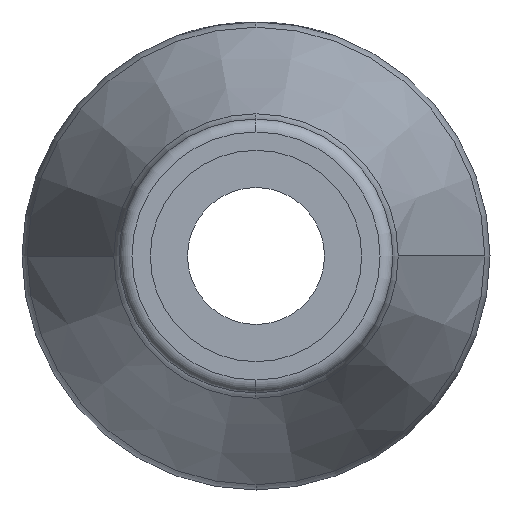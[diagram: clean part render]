
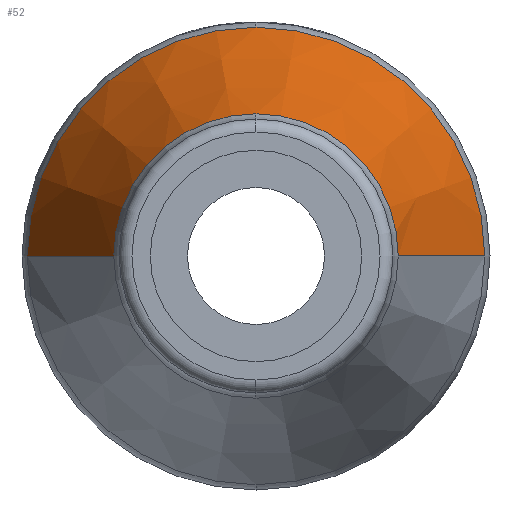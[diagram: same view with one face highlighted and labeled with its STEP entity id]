
A CAD part, left-side view. The second image highlights one B-rep face of the part: STEP entity #52.
In plain terms, the highlighted conical face has half-angle 20.091 degrees and reference radius 4.3 mm.
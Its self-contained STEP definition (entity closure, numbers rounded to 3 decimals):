
#52=ADVANCED_FACE('',(#122),#123,.T.);
#122=FACE_OUTER_BOUND('',#257,.T.);
#123=CONICAL_SURFACE('',#258,4.3,0.351);
#257=EDGE_LOOP('',(#428,#429,#430,#431,#432,#433));
#258=AXIS2_PLACEMENT_3D('',#434,#435,#436);
#428=ORIENTED_EDGE('',*,*,#895,.F.);
#429=ORIENTED_EDGE('',*,*,#896,.T.);
#430=ORIENTED_EDGE('',*,*,#897,.T.);
#431=ORIENTED_EDGE('',*,*,#898,.F.);
#432=ORIENTED_EDGE('',*,*,#899,.F.);
#433=ORIENTED_EDGE('',*,*,#892,.F.);
#434=CARTESIAN_POINT('',(-21.0,0.,0.0));
#435=DIRECTION('',(1.0,-0.0,-0.0));
#436=DIRECTION('',(0.0,1.0,0.0));
#892=EDGE_CURVE('',#1065,#1067,#1068,.T.);
#895=EDGE_CURVE('',#1071,#1065,#1072,.T.);
#896=EDGE_CURVE('',#1071,#1073,#1074,.T.);
#897=EDGE_CURVE('',#1073,#1075,#1076,.T.);
#898=EDGE_CURVE('',#1077,#1075,#1078,.T.);
#899=EDGE_CURVE('',#1067,#1077,#1079,.T.);
#1065=VERTEX_POINT('',#1391);
#1067=VERTEX_POINT('',#1393);
#1068=CIRCLE('',#1394,5.303);
#1071=VERTEX_POINT('',#1397);
#1072=LINE('',#1398,#1399);
#1073=VERTEX_POINT('',#1400);
#1074=CIRCLE('',#1401,3.297);
#1075=VERTEX_POINT('',#1402);
#1076=CIRCLE('',#1403,3.297);
#1077=VERTEX_POINT('',#1404);
#1078=LINE('',#1405,#1406);
#1079=CIRCLE('',#1407,5.303);
#1391=CARTESIAN_POINT('',(-18.257,5.303,0.0));
#1393=CARTESIAN_POINT('',(-18.257,0.,5.303));
#1394=AXIS2_PLACEMENT_3D('',#1709,#1710,#1711);
#1397=CARTESIAN_POINT('',(-23.743,3.297,0.0));
#1398=CARTESIAN_POINT('',(-21.0,4.3,0.));
#1399=VECTOR('',#1718,1.0);
#1400=CARTESIAN_POINT('',(-23.743,0.,3.297));
#1401=AXIS2_PLACEMENT_3D('',#1719,#1720,#1721);
#1402=CARTESIAN_POINT('',(-23.743,-3.297,0.));
#1403=AXIS2_PLACEMENT_3D('',#1722,#1723,#1724);
#1404=CARTESIAN_POINT('',(-18.257,-5.303,0.));
#1405=CARTESIAN_POINT('',(-21.0,-4.3,0.));
#1406=VECTOR('',#1725,1.0);
#1407=AXIS2_PLACEMENT_3D('',#1726,#1727,#1728);
#1709=CARTESIAN_POINT('',(-18.257,0.,0.0));
#1710=DIRECTION('',(1.0,0.0,0.0));
#1711=DIRECTION('',(0.0,1.0,0.0));
#1718=DIRECTION('',(0.939,0.344,0.));
#1719=CARTESIAN_POINT('',(-23.743,0.,0.0));
#1720=DIRECTION('',(1.0,0.0,0.0));
#1721=DIRECTION('',(0.0,1.0,0.0));
#1722=CARTESIAN_POINT('',(-23.743,0.,0.0));
#1723=DIRECTION('',(1.0,0.0,0.0));
#1724=DIRECTION('',(0.0,1.0,0.0));
#1725=DIRECTION('',(-0.939,0.344,0.));
#1726=CARTESIAN_POINT('',(-18.257,0.,0.0));
#1727=DIRECTION('',(1.0,0.0,0.0));
#1728=DIRECTION('',(0.0,1.0,0.0));
